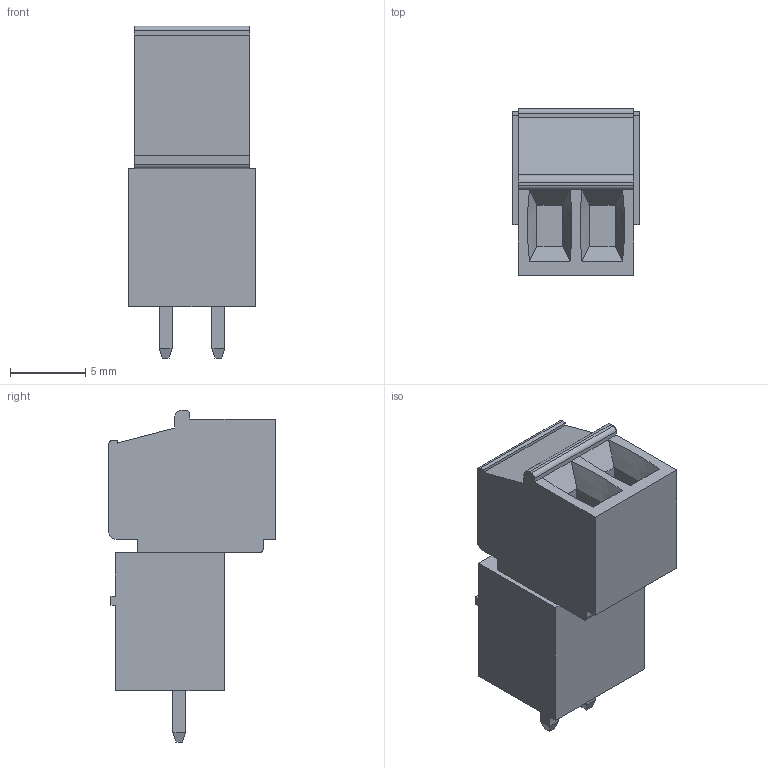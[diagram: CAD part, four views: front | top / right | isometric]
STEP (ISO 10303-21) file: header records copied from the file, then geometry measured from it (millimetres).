
FILE_DESCRIPTION(/* description */ ('model of PhoenixContact_MCV-G_02x3.50mm_Vertical.'),/* implementation_level */ FILE_NAME(/* name */ 'PhoenixContact_MCV-G_02x3.50mm_Vertical..stp',/* time_stamp */ '2017-06-08T17:34:03',/* author */ ('Rene Poeschl',''),/* organization */ (''),/* preprocessor_version */ '',/* originating_system */ '',/* authorisation */ '');
FILE_NAME(/* name */ 'PhoenixContact_MCV-G_02x3.50mm_Vertical..stp',/* time_stamp */ '2017-06-08T17:34:03',/* author */ ('Rene Poeschl',''),/* organization */ (''),/* preprocessor_version */ '',/* originating_system */ '',/* authorisation */ '');
FILE_SCHEMA(('AUTOMOTIVE_DESIGN_CC2 { 1 2 10303 214 -1 1 5 4 }'));
Length unit declared in the file: millimetre
Products named in the file (1): MCV_01x02_G_3_5mm
Bounding box: 8.4 x 11.1 x 22.1 mm (x, y, z)
Volume: 1217.3 mm3; surface area: 943.9 mm2
Topology: 1 solids, 1 shells, 83 faces, 205 edges, 130 vertices
Faces by surface type: plane 66, cylinder 9, bspline 8
Full cylindrical faces by diameter (mm): 2.8 x2, 2.9 x2
Entity records: 3029 total; most frequent: CARTESIAN_POINT 483, ORIENTED_EDGE 410, DIRECTION 381, EDGE_CURVE 205, LINE 165, VECTOR 165, VERTEX_POINT 130, AXIS2_PLACEMENT_3D 108
